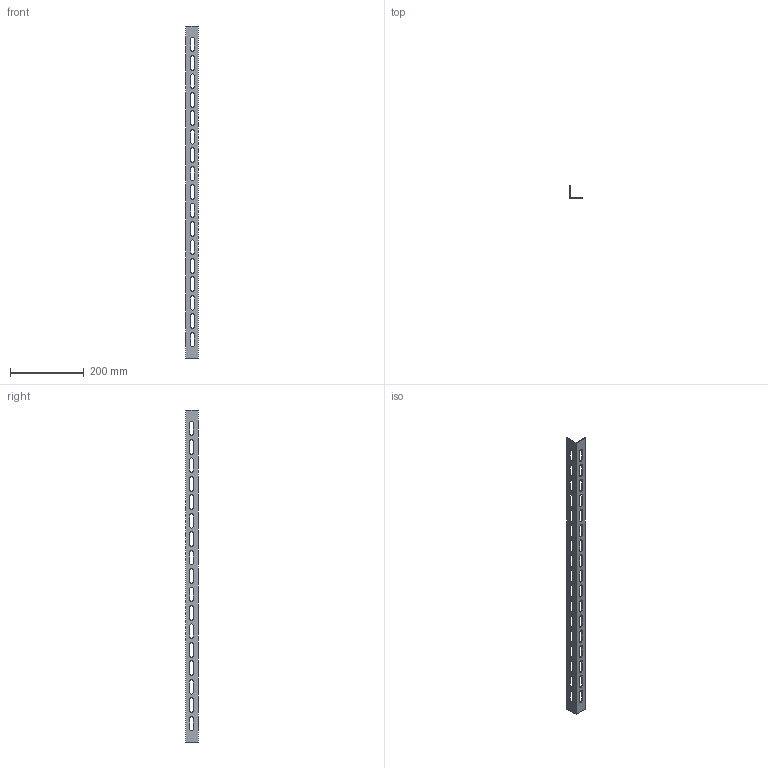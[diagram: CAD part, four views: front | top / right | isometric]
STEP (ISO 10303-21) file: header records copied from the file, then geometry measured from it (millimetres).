
FILE_DESCRIPTION (( 'STEP AP214' ), '1' );
FILE_NAME ('YKM-U-900X35X35 Óãîëîê ïåðôîðèðîâàííûé 900õ35õ35 (êîìï. 2 øò.).STEP', '2016-11-17T08:30:41', ( '' ), ( '' ), 'SwSTEP 2.0', 'SolidWorks 2014', '' );
FILE_SCHEMA (( 'AUTOMOTIVE_DESIGN' ));
Length unit declared in the file: millimetre
Products named in the file (1): YKM-U-900X35X35 Óãîëîê ïåðôîðèðîâàííûé 900õ35õ35 (êîìï. 2 øò.)
Bounding box: 35 x 35 x 900 mm (x, y, z)
Volume: 99102 mm3; surface area: 109112.7 mm2
Topology: 1 solids, 1 shells, 161 faces, 477 edges, 318 vertices
Faces by surface type: cylinder 85, plane 76
Entity records: 5611 total; most frequent: DIRECTION 971, CARTESIAN_POINT 957, ORIENTED_EDGE 954, EDGE_CURVE 477, AXIS2_PLACEMENT_3D 332, VERTEX_POINT 318, VECTOR 307, LINE 307
